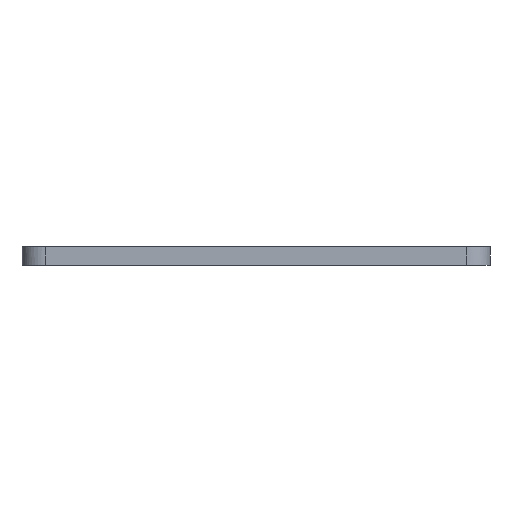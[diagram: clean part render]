
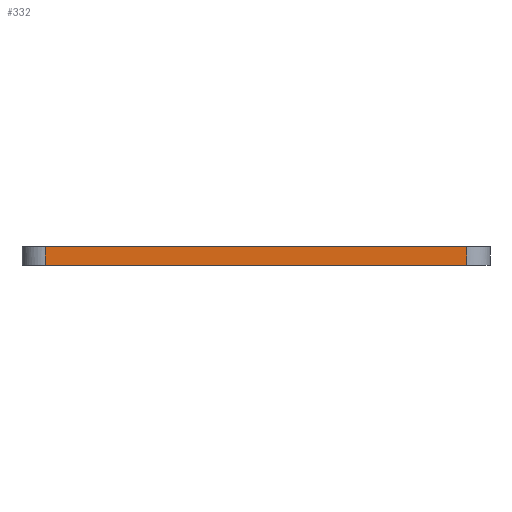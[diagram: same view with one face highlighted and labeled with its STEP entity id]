
A CAD part, front view. The second image highlights one B-rep face of the part: STEP entity #332.
In plain terms, the highlighted free-form (B-spline) face has degree [1, 1] with [2, 2] control points.
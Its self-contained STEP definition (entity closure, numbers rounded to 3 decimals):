
#102 = VERTEX_POINT('',#103);
#103 = CARTESIAN_POINT('',(43.773,-138.613,0.));
#109 = EDGE_CURVE('',#102,#110,#112,.T.);
#110 = VERTEX_POINT('',#111);
#111 = CARTESIAN_POINT('',(-43.773,-138.613,0.));
#112 = B_SPLINE_CURVE_WITH_KNOTS('',1,(#113,#114),.UNSPECIFIED.,.F.,.F.,
  (2,2),(5.,95.),.PIECEWISE_BEZIER_KNOTS.);
#113 = CARTESIAN_POINT('',(43.773,-138.613,0.));
#114 = CARTESIAN_POINT('',(-43.773,-138.613,0.));
#308 = VERTEX_POINT('',#309);
#309 = CARTESIAN_POINT('',(43.773,-138.613,
    3.891));
#315 = EDGE_CURVE('',#308,#102,#316,.T.);
#316 = B_SPLINE_CURVE_WITH_KNOTS('',1,(#317,#318),.UNSPECIFIED.,.F.,.F.,
  (2,2),(-4.,0.),.PIECEWISE_BEZIER_KNOTS.);
#317 = CARTESIAN_POINT('',(43.773,-138.613,
    3.891));
#318 = CARTESIAN_POINT('',(43.773,-138.613,0.));
#332 = ADVANCED_FACE('',(#333),#349,.T.);
#333 = FACE_BOUND('',#334,.T.);
#334 = EDGE_LOOP('',(#335,#336,#343,#348));
#335 = ORIENTED_EDGE('',*,*,#315,.F.);
#336 = ORIENTED_EDGE('',*,*,#337,.F.);
#337 = EDGE_CURVE('',#338,#308,#340,.T.);
#338 = VERTEX_POINT('',#339);
#339 = CARTESIAN_POINT('',(-43.773,-138.613,
    3.891));
#340 = B_SPLINE_CURVE_WITH_KNOTS('',1,(#341,#342),.UNSPECIFIED.,.F.,.F.,
  (2,2),(-95.,-5.),.PIECEWISE_BEZIER_KNOTS.);
#341 = CARTESIAN_POINT('',(-43.773,-138.613,
    3.891));
#342 = CARTESIAN_POINT('',(43.773,-138.613,
    3.891));
#343 = ORIENTED_EDGE('',*,*,#344,.F.);
#344 = EDGE_CURVE('',#110,#338,#345,.T.);
#345 = B_SPLINE_CURVE_WITH_KNOTS('',1,(#346,#347),.UNSPECIFIED.,.F.,.F.,
  (2,2),(0.,4.),.PIECEWISE_BEZIER_KNOTS.);
#346 = CARTESIAN_POINT('',(-43.773,-138.613,0.));
#347 = CARTESIAN_POINT('',(-43.773,-138.613,
    3.891));
#348 = ORIENTED_EDGE('',*,*,#109,.F.);
#349 = B_SPLINE_SURFACE_WITH_KNOTS('',1,1,(
    (#350,#351)
    ,(#352,#353
  )),.UNSPECIFIED.,.F.,.F.,.F.,(2,2),(2,2),(5.,95.),(0.,4.),
  .PIECEWISE_BEZIER_KNOTS.);
#350 = CARTESIAN_POINT('',(-43.773,-138.613,0.));
#351 = CARTESIAN_POINT('',(-43.773,-138.613,
    3.891));
#352 = CARTESIAN_POINT('',(43.773,-138.613,0.));
#353 = CARTESIAN_POINT('',(43.773,-138.613,
    3.891));
